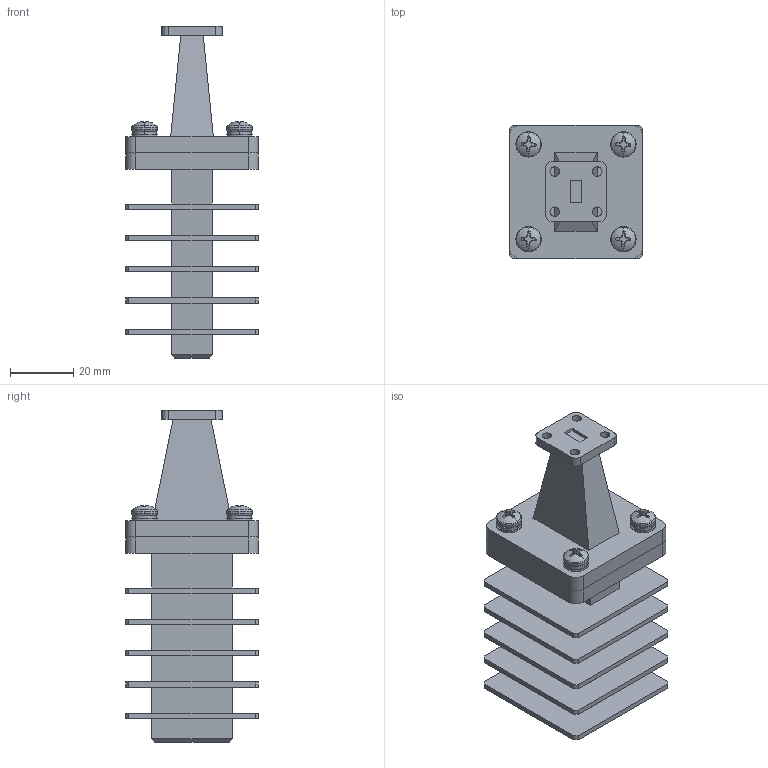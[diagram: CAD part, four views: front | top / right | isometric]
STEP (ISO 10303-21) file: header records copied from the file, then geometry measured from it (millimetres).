
FILE_DESCRIPTION (( 'STEP AP203' ), '1' );
FILE_NAME ('SWL-2846-S1, Defeatured.STEP', '2021-03-12T22:57:19', ( '' ), ( '' ), 'SwSTEP 2.0', 'SolidWorks 2020', '' );
FILE_SCHEMA (( 'CONFIG_CONTROL_DESIGN' ));
Length unit declared in the file: millimetre
Products named in the file (1): SWL-2846-S1, Defeatured
Bounding box: 42 x 42 x 105 mm (x, y, z)
Volume: 57551.9 mm3; surface area: 32641.2 mm2
Topology: 7 solids, 7 shells, 371 faces, 968 edges, 640 vertices
Faces by surface type: plane 203, cylinder 112, cone 24, torus 16, sphere 8, bspline 8
Entity records: 13311 total; most frequent: CARTESIAN_POINT 4260, ORIENTED_EDGE 1936, DIRECTION 1836, EDGE_CURVE 968, AXIS2_PLACEMENT_3D 664, VERTEX_POINT 640, VECTOR 508, LINE 508
